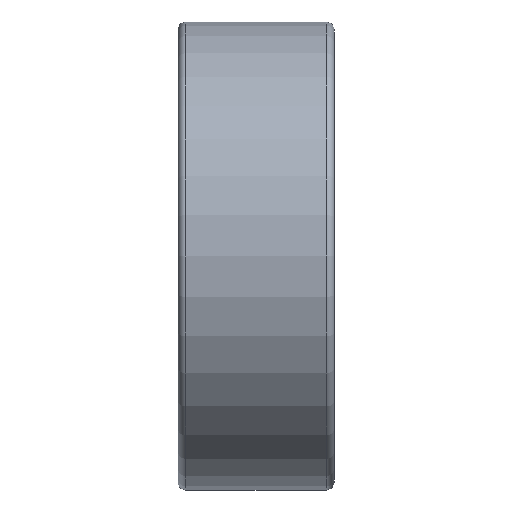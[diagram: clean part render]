
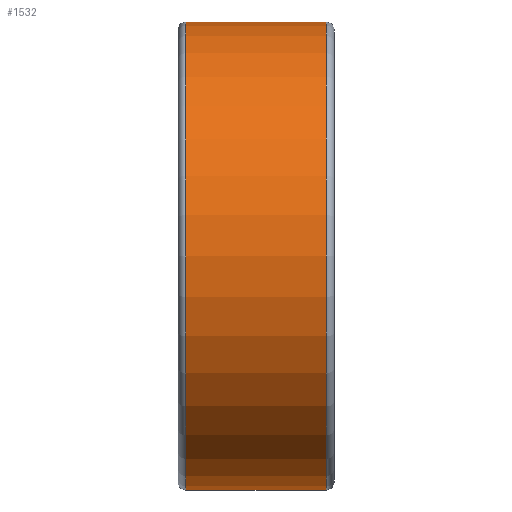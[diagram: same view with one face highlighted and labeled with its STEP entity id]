
A CAD part, front view. The second image highlights one B-rep face of the part: STEP entity #1532.
In plain terms, the highlighted cylindrical face has radius 150 mm (diameter 300 mm), a partial arc.
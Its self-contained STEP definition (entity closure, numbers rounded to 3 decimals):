
#121 = VECTOR ( 'NONE', #7458, 1000. ) ;
#1532 = ADVANCED_FACE ( 'NONE', ( #18940 ), #22476, .T. ) ;
#1997 = CIRCLE ( 'NONE', #21449, 150. ) ;
#2375 = DIRECTION ( 'NONE',  ( 1., 0., 0. ) ) ;
#3480 = EDGE_CURVE ( 'NONE', #15403, #22182, #1997, .T. ) ;
#3966 = DIRECTION ( 'NONE',  ( 1., 0., 0. ) ) ;
#3968 = CARTESIAN_POINT ( 'NONE',  ( 0., 0., 0. ) ) ;
#5133 = DIRECTION ( 'NONE',  ( 0., 0., 1. ) ) ;
#5251 = CARTESIAN_POINT ( 'NONE',  ( -45., 0., 0. ) ) ;
#5491 = ORIENTED_EDGE ( 'NONE', *, *, #15151, .T. ) ;
#5747 = ORIENTED_EDGE ( 'NONE', *, *, #18326, .T. ) ;
#6541 = EDGE_CURVE ( 'NONE', #22986, #22182, #22475, .T. ) ;
#6941 = VECTOR ( 'NONE', #3966, 1000. ) ;
#7215 = DIRECTION ( 'NONE',  ( 0., 0., -1. ) ) ;
#7370 = CARTESIAN_POINT ( 'NONE',  ( 45., 0., -150. ) ) ;
#7458 = DIRECTION ( 'NONE',  ( 1., 0., 0. ) ) ;
#9174 = EDGE_LOOP ( 'NONE', ( #14261, #5491, #5747, #14918 ) ) ;
#9778 = DIRECTION ( 'NONE',  ( 0., 0., -1. ) ) ;
#10531 = CARTESIAN_POINT ( 'NONE',  ( 45., 0., 0. ) ) ;
#10628 = CARTESIAN_POINT ( 'NONE',  ( 45., 0., 150. ) ) ;
#12540 = DIRECTION ( 'NONE',  ( 1., 0., 0. ) ) ;
#12946 = DIRECTION ( 'NONE',  ( -1., 0., 0. ) ) ;
#13048 = LINE ( 'NONE', #20769, #121 ) ;
#13429 = AXIS2_PLACEMENT_3D ( 'NONE', #3968, #2375, #9778 ) ;
#14261 = ORIENTED_EDGE ( 'NONE', *, *, #6541, .F. ) ;
#14918 = ORIENTED_EDGE ( 'NONE', *, *, #3480, .T. ) ;
#15151 = EDGE_CURVE ( 'NONE', #22986, #23320, #22499, .T. ) ;
#15180 = CARTESIAN_POINT ( 'NONE',  ( 0., 0., 150. ) ) ;
#15261 = CARTESIAN_POINT ( 'NONE',  ( -45., 0., -150. ) ) ;
#15403 = VERTEX_POINT ( 'NONE', #7370 ) ;
#17852 = AXIS2_PLACEMENT_3D ( 'NONE', #5251, #12540, #5133 ) ;
#18326 = EDGE_CURVE ( 'NONE', #23320, #15403, #13048, .T. ) ;
#18927 = CARTESIAN_POINT ( 'NONE',  ( -45., 0., 150. ) ) ;
#18940 = FACE_OUTER_BOUND ( 'NONE', #9174, .T. ) ;
#20769 = CARTESIAN_POINT ( 'NONE',  ( 0., 0., -150. ) ) ;
#21449 = AXIS2_PLACEMENT_3D ( 'NONE', #10531, #12946, #7215 ) ;
#22182 = VERTEX_POINT ( 'NONE', #10628 ) ;
#22475 = LINE ( 'NONE', #15180, #6941 ) ;
#22476 = CYLINDRICAL_SURFACE ( 'NONE', #13429, 150. ) ;
#22499 = CIRCLE ( 'NONE', #17852, 150. ) ;
#22986 = VERTEX_POINT ( 'NONE', #18927 ) ;
#23320 = VERTEX_POINT ( 'NONE', #15261 ) ;
